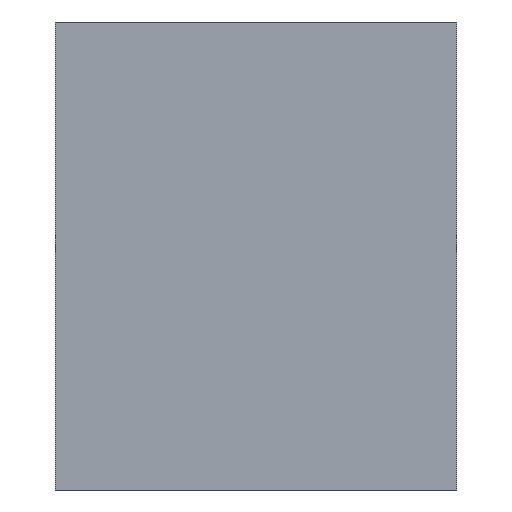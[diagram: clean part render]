
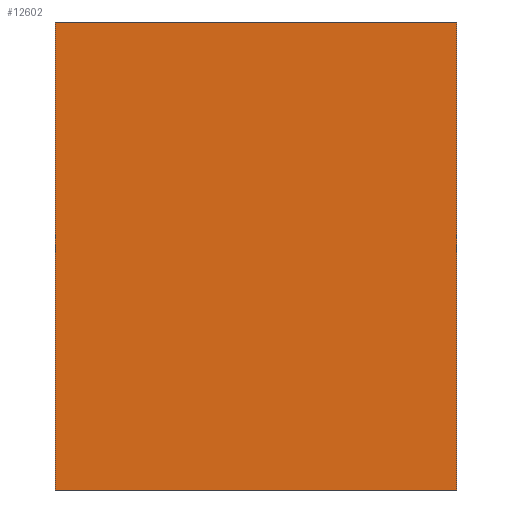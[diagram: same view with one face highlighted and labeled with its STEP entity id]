
A CAD part, front view. The second image highlights one B-rep face of the part: STEP entity #12602.
In plain terms, the highlighted planar face has unit normal (0, -1, 0).
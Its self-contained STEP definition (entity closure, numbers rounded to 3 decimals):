
#376=FACE_OUTER_BOUND('',#1266,.T.);
#1266=EDGE_LOOP('',(#9755,#9756,#9757,#9758));
#1840=LINE('',#16844,#3618);
#2765=LINE('',#18727,#4543);
#2767=LINE('',#18730,#4545);
#3044=LINE('',#19284,#4822);
#3618=VECTOR('',#13820,10.);
#4543=VECTOR('',#14855,10.);
#4545=VECTOR('',#14859,10.);
#4822=VECTOR('',#15138,10.);
#5392=VERTEX_POINT('',#16841);
#5393=VERTEX_POINT('',#16843);
#6295=VERTEX_POINT('',#18724);
#6296=VERTEX_POINT('',#18726);
#6594=EDGE_CURVE('',#5393,#5392,#1840,.T.);
#7539=EDGE_CURVE('',#6296,#6295,#2765,.T.);
#7541=EDGE_CURVE('',#5392,#6296,#2767,.T.);
#7818=EDGE_CURVE('',#6295,#5393,#3044,.T.);
#9755=ORIENTED_EDGE('',*,*,#7818,.T.);
#9756=ORIENTED_EDGE('',*,*,#6594,.T.);
#9757=ORIENTED_EDGE('',*,*,#7541,.T.);
#9758=ORIENTED_EDGE('',*,*,#7539,.T.);
#12006=PLANE('',#13232);
#12602=ADVANCED_FACE('',(#376),#12006,.T.);
#13232=AXIS2_PLACEMENT_3D('',#19285,#15139,#15140);
#13820=DIRECTION('',(0.,0.,1.));
#14855=DIRECTION('',(0.,0.,-1.));
#14859=DIRECTION('',(-1.,0.,0.));
#15138=DIRECTION('',(1.,0.,0.));
#15139=DIRECTION('center_axis',(0.,-1.,0.));
#15140=DIRECTION('ref_axis',(0.,0.,-1.));
#16841=CARTESIAN_POINT('',(30.,-4.,35.));
#16843=CARTESIAN_POINT('',(30.,-4.,-35.));
#16844=CARTESIAN_POINT('',(30.,-4.,-35.));
#18724=CARTESIAN_POINT('',(-30.,-4.,-35.));
#18726=CARTESIAN_POINT('',(-30.,-4.,35.));
#18727=CARTESIAN_POINT('',(-30.,-4.,35.));
#18730=CARTESIAN_POINT('',(30.,-4.,35.));
#19284=CARTESIAN_POINT('',(-30.,-4.,-35.));
#19285=CARTESIAN_POINT('Origin',(0.,-4.,0.));
